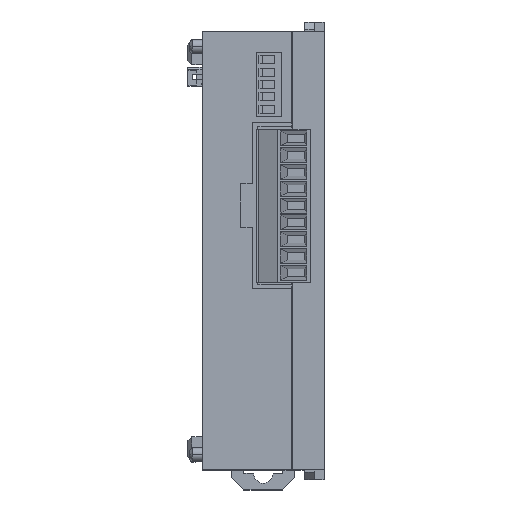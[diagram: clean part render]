
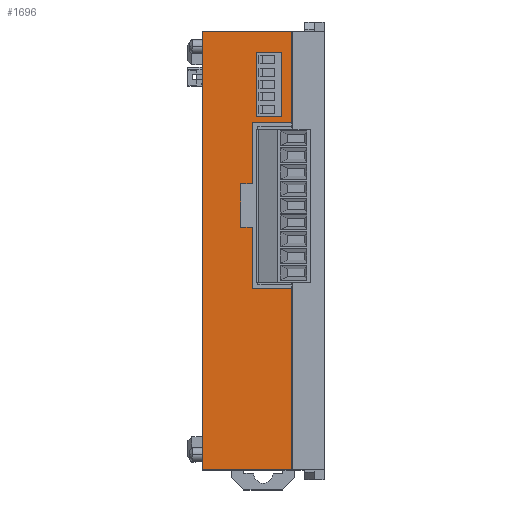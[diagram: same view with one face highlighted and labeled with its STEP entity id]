
A CAD part, top view. The second image highlights one B-rep face of the part: STEP entity #1696.
In plain terms, the highlighted planar face has unit normal (0, 0, 1).
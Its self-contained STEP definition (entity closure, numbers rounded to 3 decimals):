
#1628 = CARTESIAN_POINT ( 'NONE',  ( 5.8, 45., 60. ) ) ;
#1676 = EDGE_LOOP ( 'NONE', ( #1697, #2577, #1788, #1791, #1794, #1797, #1804, #1786, #2744, #1808, #1807, #2378 ) ) ;
#1693 = VERTEX_POINT ( 'NONE', #10055 ) ;
#1696 = ADVANCED_FACE ( 'NONE', ( #10063, #9888 ), #9887, .T. ) ;
#1697 = ORIENTED_EDGE ( 'NONE', *, *, #1699, .F. ) ;
#1699 = EDGE_CURVE ( 'NONE', #2126, #1693, #9923, .T. ) ;
#1786 = ORIENTED_EDGE ( 'NONE', *, *, #1805, .F. ) ;
#1788 = ORIENTED_EDGE ( 'NONE', *, *, #10874, .T. ) ;
#1789 = VERTEX_POINT ( 'NONE', #10028 ) ;
#1790 = VERTEX_POINT ( 'NONE', #10017 ) ;
#1791 = ORIENTED_EDGE ( 'NONE', *, *, #12467, .T. ) ;
#1792 = EDGE_CURVE ( 'NONE', #2579, #12093, #10013, .T. ) ;
#1794 = ORIENTED_EDGE ( 'NONE', *, *, #12023, .T. ) ;
#1795 = VERTEX_POINT ( 'NONE', #10008 ) ;
#1797 = ORIENTED_EDGE ( 'NONE', *, *, #1792, .F. ) ;
#1799 = EDGE_CURVE ( 'NONE', #1790, #2579, #10011, .T. ) ;
#1801 = EDGE_CURVE ( 'NONE', #2738, #1795, #10015, .T. ) ;
#1804 = ORIENTED_EDGE ( 'NONE', *, *, #1799, .F. ) ;
#1805 = EDGE_CURVE ( 'NONE', #1795, #1790, #10052, .T. ) ;
#1807 = ORIENTED_EDGE ( 'NONE', *, *, #2367, .F. ) ;
#1808 = ORIENTED_EDGE ( 'NONE', *, *, #2745, .F. ) ;
#1809 = VERTEX_POINT ( 'NONE', #10047 ) ;
#2126 = VERTEX_POINT ( 'NONE', #10134 ) ;
#2236 = ORIENTED_EDGE ( 'NONE', *, *, #2374, .F. ) ;
#2243 = EDGE_CURVE ( 'NONE', #2244, #2368, #10523, .T. ) ;
#2244 = VERTEX_POINT ( 'NONE', #10519 ) ;
#2366 = EDGE_LOOP ( 'NONE', ( #2236, #2570, #2746, #2569 ) ) ;
#2367 = EDGE_CURVE ( 'NONE', #1789, #1809, #10481, .T. ) ;
#2368 = VERTEX_POINT ( 'NONE', #10454 ) ;
#2370 = VERTEX_POINT ( 'NONE', #10461 ) ;
#2372 = EDGE_CURVE ( 'NONE', #1693, #1789, #10451, .T. ) ;
#2374 = EDGE_CURVE ( 'NONE', #2368, #2370, #10445, .T. ) ;
#2378 = ORIENTED_EDGE ( 'NONE', *, *, #2372, .F. ) ;
#2569 = ORIENTED_EDGE ( 'NONE', *, *, #2574, .F. ) ;
#2570 = ORIENTED_EDGE ( 'NONE', *, *, #2243, .F. ) ;
#2571 = EDGE_CURVE ( 'NONE', #2572, #2244, #10946, .T. ) ;
#2572 = VERTEX_POINT ( 'NONE', #10950 ) ;
#2574 = EDGE_CURVE ( 'NONE', #2370, #2572, #10948, .T. ) ;
#2577 = ORIENTED_EDGE ( 'NONE', *, *, #2582, .F. ) ;
#2579 = VERTEX_POINT ( 'NONE', #10936 ) ;
#2582 = EDGE_CURVE ( 'NONE', #10547, #2126, #10934, .T. ) ;
#2726 = DIRECTION ( 'NONE',  ( -1., 0., 0. ) ) ;
#2728 = VECTOR ( 'NONE', #2726, 1000. ) ;
#2730 = CARTESIAN_POINT ( 'NONE',  ( -12.5, 45., 60. ) ) ;
#2738 = VERTEX_POINT ( 'NONE', #11338 ) ;
#2744 = ORIENTED_EDGE ( 'NONE', *, *, #1801, .F. ) ;
#2745 = EDGE_CURVE ( 'NONE', #1809, #2738, #11334, .T. ) ;
#2746 = ORIENTED_EDGE ( 'NONE', *, *, #2571, .F. ) ;
#2821 = LINE ( 'NONE', #2730, #2728 ) ;
#7257 = DIRECTION ( 'NONE',  ( 1., 0., 0. ) ) ;
#7258 = VECTOR ( 'NONE', #7257, 1000. ) ;
#7260 = CARTESIAN_POINT ( 'NONE',  ( -12.5, -45., 60. ) ) ;
#7261 = LINE ( 'NONE', #7260, #7258 ) ;
#7497 = CARTESIAN_POINT ( 'NONE',  ( -12.5, -45., 60. ) ) ;
#7824 = CARTESIAN_POINT ( 'NONE',  ( 5.8, -45., 60. ) ) ;
#9872 = DIRECTION ( 'NONE',  ( -1., 0., 0. ) ) ;
#9873 = VECTOR ( 'NONE', #9872, 1000. ) ;
#9875 = DIRECTION ( 'NONE',  ( 1., 0., 0. ) ) ;
#9876 = DIRECTION ( 'NONE',  ( 0., 0., 1. ) ) ;
#9879 = CARTESIAN_POINT ( 'NONE',  ( -12.5, -45., 60. ) ) ;
#9885 = AXIS2_PLACEMENT_3D ( 'NONE', #9879, #9876, #9875 ) ;
#9887 = PLANE ( 'NONE',  #9885 ) ;
#9888 = FACE_BOUND ( 'NONE', #2366, .T. ) ;
#9922 = CARTESIAN_POINT ( 'NONE',  ( -2.3, 26.3, 60. ) ) ;
#9923 = LINE ( 'NONE', #9922, #9873 ) ;
#10008 = CARTESIAN_POINT ( 'NONE',  ( -2.3, 4.75, 60. ) ) ;
#10009 = DIRECTION ( 'NONE',  ( 0., -1., 0. ) ) ;
#10010 = VECTOR ( 'NONE', #10009, 1000. ) ;
#10011 = LINE ( 'NONE', #10051, #10050 ) ;
#10012 = CARTESIAN_POINT ( 'NONE',  ( 5.8, -45., 60. ) ) ;
#10013 = LINE ( 'NONE', #10012, #10010 ) ;
#10015 = LINE ( 'NONE', #10046, #10045 ) ;
#10017 = CARTESIAN_POINT ( 'NONE',  ( -2.3, -7.8, 60. ) ) ;
#10028 = CARTESIAN_POINT ( 'NONE',  ( -2.3, 13.75, 60. ) ) ;
#10039 = DIRECTION ( 'NONE',  ( 0., -1., 0. ) ) ;
#10040 = VECTOR ( 'NONE', #10039, 1000. ) ;
#10041 = CARTESIAN_POINT ( 'NONE',  ( -2.3, 4.75, 60. ) ) ;
#10044 = DIRECTION ( 'NONE',  ( 1., 0., 0. ) ) ;
#10045 = VECTOR ( 'NONE', #10044, 1000. ) ;
#10046 = CARTESIAN_POINT ( 'NONE',  ( -4.6, 4.75, 60. ) ) ;
#10047 = CARTESIAN_POINT ( 'NONE',  ( -4.6, 13.75, 60. ) ) ;
#10049 = DIRECTION ( 'NONE',  ( 1., 0., 0. ) ) ;
#10050 = VECTOR ( 'NONE', #10049, 1000. ) ;
#10051 = CARTESIAN_POINT ( 'NONE',  ( -2.3, -7.8, 60. ) ) ;
#10052 = LINE ( 'NONE', #10041, #10040 ) ;
#10055 = CARTESIAN_POINT ( 'NONE',  ( -2.3, 26.3, 60. ) ) ;
#10063 = FACE_OUTER_BOUND ( 'NONE', #1676, .T. ) ;
#10134 = CARTESIAN_POINT ( 'NONE',  ( 5.8, 26.3, 60. ) ) ;
#10384 = DIRECTION ( 'NONE',  ( -1., 0., 0. ) ) ;
#10442 = DIRECTION ( 'NONE',  ( 0., -1., 0. ) ) ;
#10443 = VECTOR ( 'NONE', #10442, 1000. ) ;
#10444 = CARTESIAN_POINT ( 'NONE',  ( -1.5, 40.7, 60. ) ) ;
#10445 = LINE ( 'NONE', #10444, #10443 ) ;
#10447 = DIRECTION ( 'NONE',  ( 0., -1., 0. ) ) ;
#10448 = VECTOR ( 'NONE', #10447, 1000. ) ;
#10449 = CARTESIAN_POINT ( 'NONE',  ( -2.3, 26.3, 60. ) ) ;
#10451 = LINE ( 'NONE', #10449, #10448 ) ;
#10452 = DIRECTION ( 'NONE',  ( -1., 0., 0. ) ) ;
#10453 = VECTOR ( 'NONE', #10452, 1000. ) ;
#10454 = CARTESIAN_POINT ( 'NONE',  ( -1.5, 40.7, 60. ) ) ;
#10455 = CARTESIAN_POINT ( 'NONE',  ( -4.6, 13.75, 60. ) ) ;
#10461 = CARTESIAN_POINT ( 'NONE',  ( -1.5, 27.5, 60. ) ) ;
#10481 = LINE ( 'NONE', #10455, #10453 ) ;
#10519 = CARTESIAN_POINT ( 'NONE',  ( 3.7, 40.7, 60. ) ) ;
#10522 = CARTESIAN_POINT ( 'NONE',  ( -1.5, 40.7, 60. ) ) ;
#10523 = LINE ( 'NONE', #10522, #10525 ) ;
#10525 = VECTOR ( 'NONE', #10384, 1000. ) ;
#10547 = VERTEX_POINT ( 'NONE', #1628 ) ;
#10874 = EDGE_CURVE ( 'NONE', #10547, #12456, #2821, .T. ) ;
#10931 = DIRECTION ( 'NONE',  ( 0., -1., 0. ) ) ;
#10932 = VECTOR ( 'NONE', #10931, 1000. ) ;
#10933 = CARTESIAN_POINT ( 'NONE',  ( 5.8, -45., 60. ) ) ;
#10934 = LINE ( 'NONE', #10933, #10932 ) ;
#10936 = CARTESIAN_POINT ( 'NONE',  ( 5.8, -7.8, 60. ) ) ;
#10937 = DIRECTION ( 'NONE',  ( 1., 0., 0. ) ) ;
#10938 = VECTOR ( 'NONE', #10937, 1000. ) ;
#10939 = CARTESIAN_POINT ( 'NONE',  ( -1.5, 27.5, 60. ) ) ;
#10943 = DIRECTION ( 'NONE',  ( 0., 1., 0. ) ) ;
#10944 = VECTOR ( 'NONE', #10943, 1000. ) ;
#10945 = CARTESIAN_POINT ( 'NONE',  ( 3.7, 40.7, 60. ) ) ;
#10946 = LINE ( 'NONE', #10945, #10944 ) ;
#10948 = LINE ( 'NONE', #10939, #10938 ) ;
#10950 = CARTESIAN_POINT ( 'NONE',  ( 3.7, 27.5, 60. ) ) ;
#11326 = DIRECTION ( 'NONE',  ( 0., -1., 0. ) ) ;
#11327 = VECTOR ( 'NONE', #11326, 1000. ) ;
#11333 = CARTESIAN_POINT ( 'NONE',  ( -4.6, 13.75, 60. ) ) ;
#11334 = LINE ( 'NONE', #11333, #11327 ) ;
#11338 = CARTESIAN_POINT ( 'NONE',  ( -4.6, 4.75, 60. ) ) ;
#12023 = EDGE_CURVE ( 'NONE', #12078, #12093, #7261, .T. ) ;
#12078 = VERTEX_POINT ( 'NONE', #7497 ) ;
#12093 = VERTEX_POINT ( 'NONE', #7824 ) ;
#12456 = VERTEX_POINT ( 'NONE', #15661 ) ;
#12467 = EDGE_CURVE ( 'NONE', #12456, #12078, #15637, .T. ) ;
#15634 = DIRECTION ( 'NONE',  ( 0., -1., 0. ) ) ;
#15635 = VECTOR ( 'NONE', #15634, 1000. ) ;
#15636 = CARTESIAN_POINT ( 'NONE',  ( -12.5, 45., 60. ) ) ;
#15637 = LINE ( 'NONE', #15636, #15635 ) ;
#15661 = CARTESIAN_POINT ( 'NONE',  ( -12.5, 45., 60. ) ) ;
